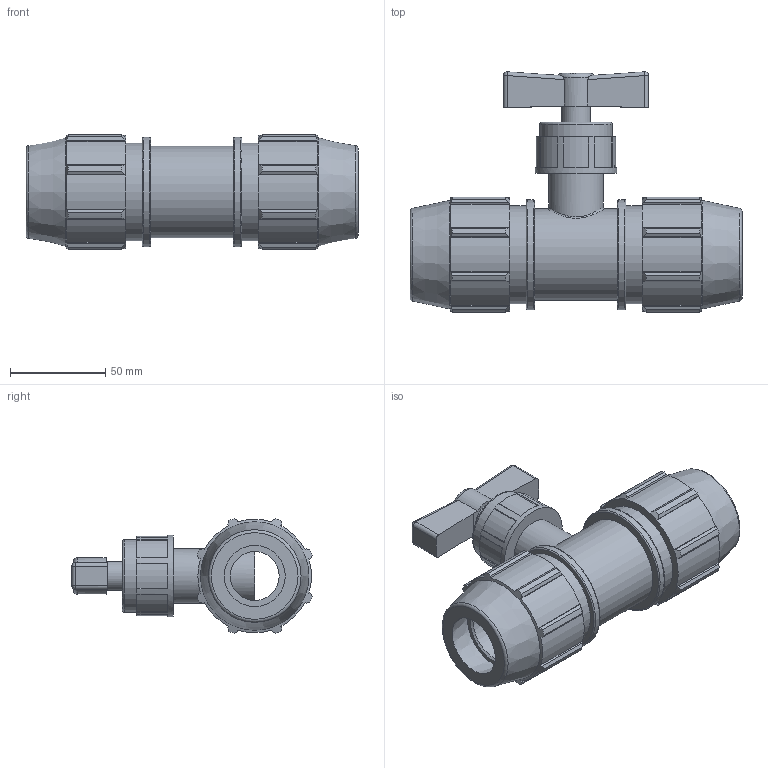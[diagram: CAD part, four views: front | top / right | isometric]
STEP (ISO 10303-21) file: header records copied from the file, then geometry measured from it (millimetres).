
FILE_DESCRIPTION(/* description */ ('PLASSON COMPRESSION STOPTAP 32'),/* implementation_level */ '2;1');
FILE_NAME(/* name */ '03407032.ipt.stp',/* time_stamp */ '2017-06-18T09:19:55+03:00',/* author */ ('KIM'),/* organization */ (''),/* preprocessor_version */ 'ST-DEVELOPER v15.6',/* originating_system */ 'Autodesk Inventor 2015',/* authorisation */ '');
FILE_SCHEMA (('AUTOMOTIVE_DESIGN { 1 0 10303 214 3 1 1 }'));
Length unit declared in the file: millimetre
Products named in the file (1): 03407032
Bounding box: 174 x 125.96 x 60.22 mm (x, y, z)
Volume: 354367.3 mm3; surface area: 67965.2 mm2
Topology: 1 solids, 1 shells, 235 faces, 635 edges, 416 vertices
Faces by surface type: plane 132, cylinder 66, cone 24, torus 8, sphere 4, bspline 1
Full cylindrical faces by diameter (mm): 15.2 x1, 25.6 x1, 28.5 x1, 32 x2, 38 x1, 42.75 x1, 48 x1, 51.2 x2, 57.6 x2
Entity records: 7611 total; most frequent: CARTESIAN_POINT 1666, ORIENTED_EDGE 1190, DIRECTION 1162, EDGE_CURVE 595, AXIS2_PLACEMENT_3D 410, VERTEX_POINT 406, LINE 342, VECTOR 342
